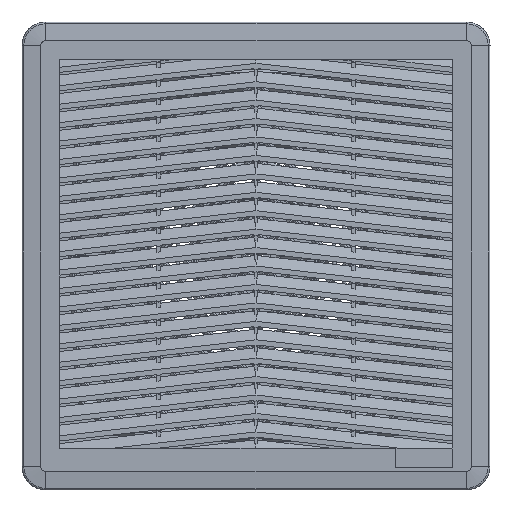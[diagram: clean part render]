
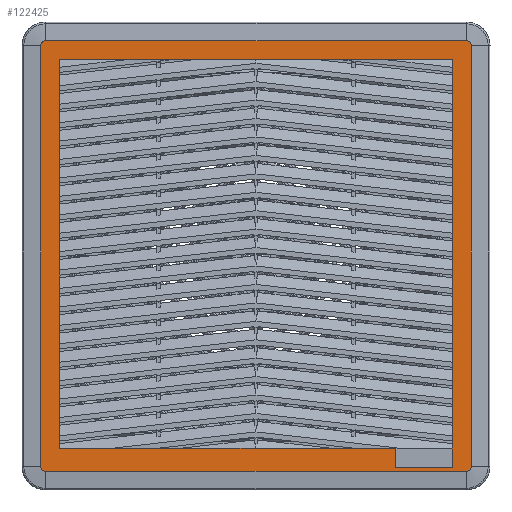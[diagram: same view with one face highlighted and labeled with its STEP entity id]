
A CAD part, front view. The second image highlights one B-rep face of the part: STEP entity #122425.
In plain terms, the highlighted planar face has unit normal (0, 1, 0).
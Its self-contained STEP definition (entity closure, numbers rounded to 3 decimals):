
#101482=DIRECTION('',(0.,0.,1.));
#101483=VECTOR('',#101482,225.001);
#101484=CARTESIAN_POINT('',(-115.,-33.8,
-112.501));
#101485=LINE('',#101484,#101483);
#101489=CARTESIAN_POINT('',(-115.,-33.8,
112.5));
#101490=CARTESIAN_POINT('',(-115.,-33.8,
112.771));
#101491=CARTESIAN_POINT('',(-114.917,-33.8,
113.285));
#101492=CARTESIAN_POINT('',(-114.559,-33.8,
113.992));
#101493=CARTESIAN_POINT('',(-113.994,-33.8,
114.557));
#101494=CARTESIAN_POINT('',(-113.288,-33.8,
114.917));
#101495=CARTESIAN_POINT('',(-112.774,-33.8,
115.));
#101496=CARTESIAN_POINT('',(-112.501,-33.8,
115.));
#101515=CARTESIAN_POINT('',(112.5,-33.8,
112.5));
#101516=DIRECTION('',(0.,-1.,0.));
#101517=DIRECTION('',(1.,0.,0.));
#101518=AXIS2_PLACEMENT_3D('',#101515,#101516,#101517);
#101523=CARTESIAN_POINT('',(-112.5,-33.8,
-112.501));
#101524=DIRECTION('',(0.,-1.,0.));
#101525=DIRECTION('',(-1.,0.,0.));
#101526=AXIS2_PLACEMENT_3D('',#101523,#101524,#101525);
#101531=CARTESIAN_POINT('',(112.5,-33.8,
-112.501));
#101532=DIRECTION('',(0.,-1.,0.));
#101533=DIRECTION('',(0.,0.,
-1.));
#101534=AXIS2_PLACEMENT_3D('',#101531,#101532,#101533);
#101539=DIRECTION('',(1.,0.,0.));
#101540=VECTOR('',#101539,210.001);
#101541=CARTESIAN_POINT('',(-105.,-33.8,
105.));
#101542=LINE('',#101541,#101540);
#101546=DIRECTION('',(0.,0.,-1.));
#101547=VECTOR('',#101546,10.6);
#101548=CARTESIAN_POINT('',(105.,-33.8,
-102.601));
#101549=LINE('',#101548,#101547);
#101553=DIRECTION('',(-1.,0.,0.));
#101554=VECTOR('',#101553,30.5);
#101555=CARTESIAN_POINT('',(105.,-33.8,
-113.201));
#101556=LINE('',#101555,#101554);
#101560=DIRECTION('',(0.,0.,1.));
#101561=VECTOR('',#101560,10.4);
#101562=CARTESIAN_POINT('',(74.5,-33.8,
-113.201));
#101563=LINE('',#101562,#101561);
#101567=DIRECTION('',(-1.,0.,0.));
#101568=VECTOR('',#101567,179.501);
#101569=CARTESIAN_POINT('',(74.5,-33.8,
-102.801));
#101570=LINE('',#101569,#101568);
#101574=DIRECTION('',(0.,0.,1.));
#101575=VECTOR('',#101574,207.801);
#101576=CARTESIAN_POINT('',(-105.,-33.8,
-102.801));
#101577=LINE('',#101576,#101575);
#101581=DIRECTION('',(0.,0.,-1.));
#101582=VECTOR('',#101581,225.001);
#101583=CARTESIAN_POINT('',(115.,-33.8,
112.5));
#101584=LINE('',#101583,#101582);
#101648=DIRECTION('',(1.,0.,0.));
#101649=VECTOR('',#101648,225.002);
#101650=CARTESIAN_POINT('',(-112.501,-33.8,
115.));
#101651=LINE('',#101650,#101649);
#102208=DIRECTION('',(-1.,0.,0.));
#102209=VECTOR('',#102208,225.001);
#102210=CARTESIAN_POINT('',(112.5,-33.8,
-115.001));
#102211=LINE('',#102210,#102209);
#105446=DIRECTION('',(0.,0.,1.));
#105447=VECTOR('',#105446,207.601);
#105448=CARTESIAN_POINT('',(105.,-33.8,
-102.601));
#105449=LINE('',#105448,#105447);
#119382=CARTESIAN_POINT('',(-115.,-33.8,
112.5));
#119384=VERTEX_POINT('',#119382);
#119387=CARTESIAN_POINT('',(-115.,-33.8,
-112.501));
#119388=VERTEX_POINT('',#119387);
#119389=CARTESIAN_POINT('',(-112.501,-33.8,
115.));
#119391=VERTEX_POINT('',#119389);
#119394=CARTESIAN_POINT('',(112.5,-33.8,
115.));
#119396=VERTEX_POINT('',#119394);
#119399=CARTESIAN_POINT('',(115.,-33.8,
112.5));
#119400=VERTEX_POINT('',#119399);
#119409=CARTESIAN_POINT('',(115.,-33.8,
-112.501));
#119410=VERTEX_POINT('',#119409);
#119411=CARTESIAN_POINT('',(-112.5,-33.8,
-115.001));
#119412=VERTEX_POINT('',#119411);
#119413=CARTESIAN_POINT('',(112.5,-33.8,
-115.001));
#119414=VERTEX_POINT('',#119413);
#119415=CARTESIAN_POINT('',(-105.,-33.8,
105.));
#119416=CARTESIAN_POINT('',(105.,-33.8,
105.));
#119417=VERTEX_POINT('',#119415);
#119418=VERTEX_POINT('',#119416);
#119419=CARTESIAN_POINT('',(105.,-33.8,
-102.601));
#119420=VERTEX_POINT('',#119419);
#119421=CARTESIAN_POINT('',(105.,-33.8,
-113.201));
#119422=VERTEX_POINT('',#119421);
#119423=CARTESIAN_POINT('',(74.5,-33.8,
-113.201));
#119424=VERTEX_POINT('',#119423);
#119425=CARTESIAN_POINT('',(74.5,-33.8,
-102.801));
#119426=VERTEX_POINT('',#119425);
#119427=CARTESIAN_POINT('',(-105.,-33.8,
-102.801));
#119428=VERTEX_POINT('',#119427);
#122388=CARTESIAN_POINT('',(-115.,-33.8,
116.38));
#122389=DIRECTION('',(0.,1.,0.));
#122390=DIRECTION('',(1.,0.,0.));
#122391=AXIS2_PLACEMENT_3D('',#122388,#122389,#122390);
#122392=PLANE('',#122391);
#122394=ORIENTED_EDGE('',*,*,#122393,.F.);
#122396=ORIENTED_EDGE('',*,*,#122395,.T.);
#122398=ORIENTED_EDGE('',*,*,#122397,.F.);
#122399=ORIENTED_EDGE('',*,*,#122378,.F.);
#122400=ORIENTED_EDGE('',*,*,#122368,.F.);
#122402=ORIENTED_EDGE('',*,*,#122401,.T.);
#122404=ORIENTED_EDGE('',*,*,#122403,.F.);
#122406=ORIENTED_EDGE('',*,*,#122405,.T.);
#122407=EDGE_LOOP('',(#122394,#122396,#122398,#122399,#122400,#122402,#122404,
#122406));
#122408=FACE_OUTER_BOUND('',#122407,.F.);
#122410=ORIENTED_EDGE('',*,*,#122409,.T.);
#122412=ORIENTED_EDGE('',*,*,#122411,.F.);
#122414=ORIENTED_EDGE('',*,*,#122413,.T.);
#122416=ORIENTED_EDGE('',*,*,#122415,.T.);
#122418=ORIENTED_EDGE('',*,*,#122417,.T.);
#122420=ORIENTED_EDGE('',*,*,#122419,.T.);
#122422=ORIENTED_EDGE('',*,*,#122421,.T.);
#122423=EDGE_LOOP('',(#122410,#122412,#122414,#122416,#122418,#122420,#122422));
#122424=FACE_BOUND('',#122423,.F.);
#122425=ADVANCED_FACE('',(#122408,#122424),#122392,.T.);
#101497=B_SPLINE_CURVE_WITH_KNOTS('',3,(#101489,#101490,#101491,#101492,#101493,
#101494,#101495,#101496),.UNSPECIFIED.,.F.,.F.,(4,1,1,1,1,4),(0.,0.2,0.4,
0.6,0.8,1.),.UNSPECIFIED.);
#101519=CIRCLE('',#101518,2.5);
#101527=CIRCLE('',#101526,2.5);
#101535=CIRCLE('',#101534,2.5);
#122368=EDGE_CURVE('',#119388,#119384,#101485,.T.);
#122378=EDGE_CURVE('',#119384,#119391,#101497,.T.);
#122393=EDGE_CURVE('',#119400,#119410,#101584,.T.);
#122395=EDGE_CURVE('',#119400,#119396,#101519,.T.);
#122397=EDGE_CURVE('',#119391,#119396,#101651,.T.);
#122401=EDGE_CURVE('',#119388,#119412,#101527,.T.);
#122403=EDGE_CURVE('',#119414,#119412,#102211,.T.);
#122405=EDGE_CURVE('',#119414,#119410,#101535,.T.);
#122409=EDGE_CURVE('',#119417,#119418,#101542,.T.);
#122411=EDGE_CURVE('',#119420,#119418,#105449,.T.);
#122413=EDGE_CURVE('',#119420,#119422,#101549,.T.);
#122415=EDGE_CURVE('',#119422,#119424,#101556,.T.);
#122417=EDGE_CURVE('',#119424,#119426,#101563,.T.);
#122419=EDGE_CURVE('',#119426,#119428,#101570,.T.);
#122421=EDGE_CURVE('',#119428,#119417,#101577,.T.);
